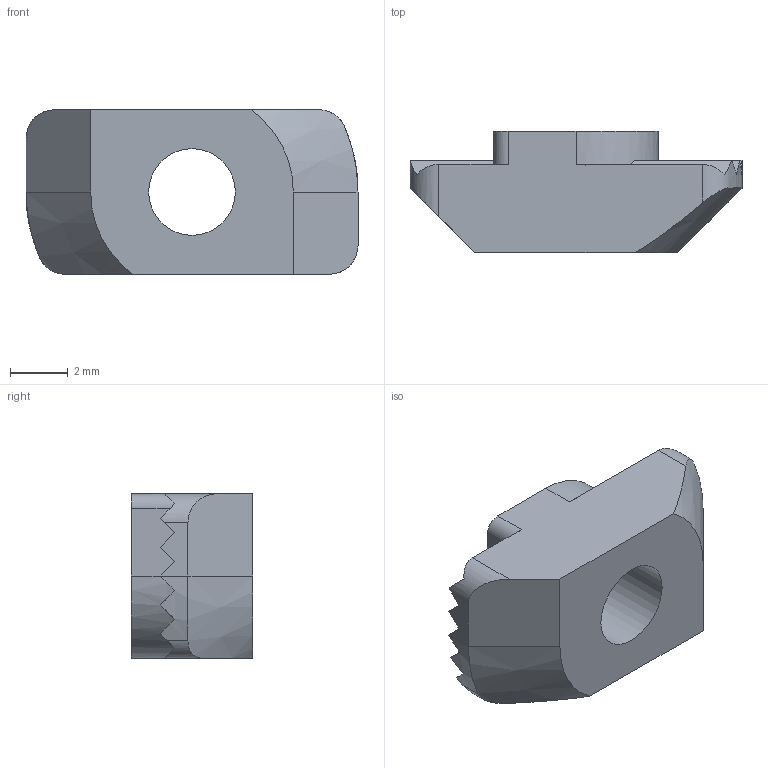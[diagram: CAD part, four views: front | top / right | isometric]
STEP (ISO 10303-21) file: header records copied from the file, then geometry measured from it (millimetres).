
FILE_DESCRIPTION(/* description */ (''),/* implementation_level */ '2;1');
FILE_NAME(/* name */ 'M3 T-Nut.step',/* time_stamp */ '2024-08-24T22:44:34+03:00',/* author */ (''),/* organization */ (''),/* preprocessor_version */ 'ST-DEVELOPER v20',/* originating_system */ 'Autodesk Translation Framework v13.14.0.145',/* authorisation */ '');
FILE_SCHEMA (('AUTOMOTIVE_DESIGN { 1 0 10303 214 3 1 1 }'));
Length unit declared in the file: millimetre
Products named in the file (1): M3 T-Nut (3) (1)
Bounding box: 11.5 x 4.2 x 5.7 mm (x, y, z)
Volume: 165.3 mm3; surface area: 264 mm2
Topology: 1 solids, 1 shells, 47 faces, 129 edges, 84 vertices
Faces by surface type: plane 34, cylinder 11, cone 2
Full cylindrical faces by diameter (mm): 3 x1
Entity records: 1559 total; most frequent: CARTESIAN_POINT 283, DIRECTION 269, ORIENTED_EDGE 258, EDGE_CURVE 129, AXIS2_PLACEMENT_3D 96, VERTEX_POINT 84, LINE 77, VECTOR 77
